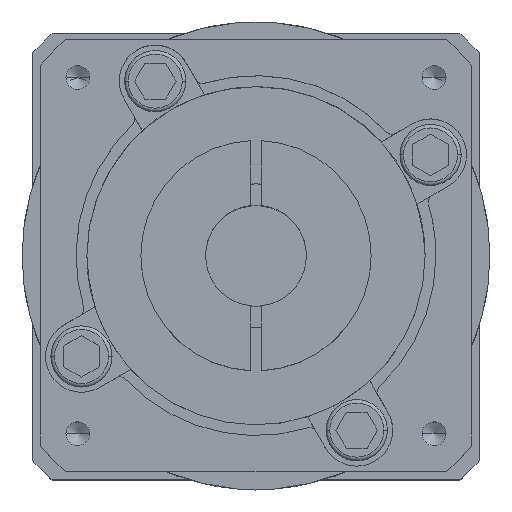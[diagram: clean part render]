
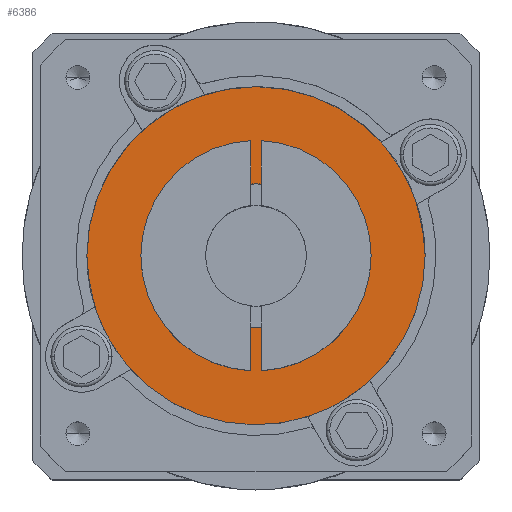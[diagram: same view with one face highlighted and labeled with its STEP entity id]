
A CAD part, top view. The second image highlights one B-rep face of the part: STEP entity #6386.
In plain terms, the highlighted planar face has unit normal (0, 0, 1).
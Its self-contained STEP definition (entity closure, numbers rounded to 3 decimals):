
#115 = CIRCLE ( 'NONE', #8357, 23.5 ) ;
#169 = EDGE_LOOP ( 'NONE', ( #6281, #7250 ) ) ;
#649 = EDGE_CURVE ( 'NONE', #1490, #8532, #115, .T. ) ;
#784 = PLANE ( 'NONE',  #4010 ) ;
#786 = EDGE_CURVE ( 'NONE', #2701, #6306, #2404, .T. ) ;
#1462 = CARTESIAN_POINT ( 'NONE',  ( 0., 0., -2. ) ) ;
#1486 = DIRECTION ( 'NONE',  ( 0., 0., 1. ) ) ;
#1490 = VERTEX_POINT ( 'NONE', #4103 ) ;
#1750 = CIRCLE ( 'NONE', #8336, 23.5 ) ;
#2224 = DIRECTION ( 'NONE',  ( 1., 0., 0. ) ) ;
#2269 = DIRECTION ( 'NONE',  ( 1., 0., 0. ) ) ;
#2404 = CIRCLE ( 'NONE', #4452, 10. ) ;
#2701 = VERTEX_POINT ( 'NONE', #9466 ) ;
#2789 = ORIENTED_EDGE ( 'NONE', *, *, #649, .T. ) ;
#3025 = DIRECTION ( 'NONE',  ( 0., 0., 1. ) ) ;
#3111 = DIRECTION ( 'NONE',  ( 1., 0., 0. ) ) ;
#3574 = EDGE_CURVE ( 'NONE', #8532, #1490, #1750, .T. ) ;
#3740 = CARTESIAN_POINT ( 'NONE',  ( 0., 0., -2. ) ) ;
#4010 = AXIS2_PLACEMENT_3D ( 'NONE', #3740, #1486, #2269 ) ;
#4103 = CARTESIAN_POINT ( 'NONE',  ( -23.5, 0., -2. ) ) ;
#4163 = AXIS2_PLACEMENT_3D ( 'NONE', #1462, #6643, #2224 ) ;
#4329 = DIRECTION ( 'NONE',  ( 0., 0., 1. ) ) ;
#4357 = CARTESIAN_POINT ( 'NONE',  ( 10., 0., -2. ) ) ;
#4452 = AXIS2_PLACEMENT_3D ( 'NONE', #7403, #3025, #8141 ) ;
#5355 = DIRECTION ( 'NONE',  ( 0., 0., 1. ) ) ;
#5727 = CIRCLE ( 'NONE', #4163, 10. ) ;
#6090 = FACE_BOUND ( 'NONE', #169, .T. ) ;
#6281 = ORIENTED_EDGE ( 'NONE', *, *, #786, .F. ) ;
#6306 = VERTEX_POINT ( 'NONE', #4357 ) ;
#6386 = ADVANCED_FACE ( 'NONE', ( #8449, #6090 ), #784, .T. ) ;
#6643 = DIRECTION ( 'NONE',  ( 0., 0., 1. ) ) ;
#6742 = EDGE_LOOP ( 'NONE', ( #7691, #2789 ) ) ;
#6814 = CARTESIAN_POINT ( 'NONE',  ( 0., 0., -2. ) ) ;
#7250 = ORIENTED_EDGE ( 'NONE', *, *, #7567, .F. ) ;
#7403 = CARTESIAN_POINT ( 'NONE',  ( 0., 0., -2. ) ) ;
#7567 = EDGE_CURVE ( 'NONE', #6306, #2701, #5727, .T. ) ;
#7691 = ORIENTED_EDGE ( 'NONE', *, *, #3574, .T. ) ;
#7909 = CARTESIAN_POINT ( 'NONE',  ( 23.5, 0., -2. ) ) ;
#8141 = DIRECTION ( 'NONE',  ( 1., 0., 0. ) ) ;
#8336 = AXIS2_PLACEMENT_3D ( 'NONE', #8701, #4329, #9447 ) ;
#8357 = AXIS2_PLACEMENT_3D ( 'NONE', #6814, #5355, #3111 ) ;
#8449 = FACE_OUTER_BOUND ( 'NONE', #6742, .T. ) ;
#8532 = VERTEX_POINT ( 'NONE', #7909 ) ;
#8701 = CARTESIAN_POINT ( 'NONE',  ( 0., 0., -2. ) ) ;
#9447 = DIRECTION ( 'NONE',  ( 1., 0., 0. ) ) ;
#9466 = CARTESIAN_POINT ( 'NONE',  ( -10., 0., -2. ) ) ;
